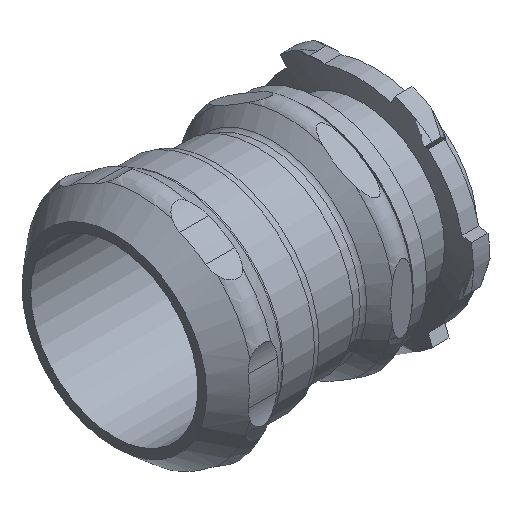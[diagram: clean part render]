
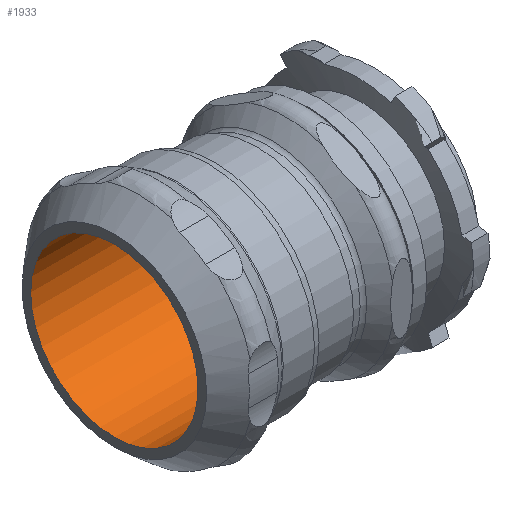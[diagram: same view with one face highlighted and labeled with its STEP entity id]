
A CAD part, isometric view. The second image highlights one B-rep face of the part: STEP entity #1933.
In plain terms, the highlighted cylindrical face has radius 12.5 mm (diameter 25 mm), a full revolution.
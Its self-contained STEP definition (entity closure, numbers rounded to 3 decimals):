
#325=FACE_OUTER_BOUND('',#433,.T.);
#433=EDGE_LOOP('',(#1290,#1291,#1292,#1293));
#550=LINE('',#2733,#609);
#609=VECTOR('',#2271,12.5);
#668=CIRCLE('',#2065,12.5);
#669=CIRCLE('',#2066,12.5);
#785=VERTEX_POINT('',#2730);
#786=VERTEX_POINT('',#2732);
#988=EDGE_CURVE('',#785,#785,#668,.T.);
#989=EDGE_CURVE('',#785,#786,#550,.T.);
#990=EDGE_CURVE('',#786,#786,#669,.T.);
#1290=ORIENTED_EDGE('',*,*,#988,.F.);
#1291=ORIENTED_EDGE('',*,*,#989,.T.);
#1292=ORIENTED_EDGE('',*,*,#990,.T.);
#1293=ORIENTED_EDGE('',*,*,#989,.F.);
#1894=CYLINDRICAL_SURFACE('',#2064,12.5);
#1933=ADVANCED_FACE('',(#325),#1894,.F.);
#2064=AXIS2_PLACEMENT_3D('',#2729,#2267,#2268);
#2065=AXIS2_PLACEMENT_3D('',#2731,#2269,#2270);
#2066=AXIS2_PLACEMENT_3D('',#2734,#2272,#2273);
#2267=DIRECTION('center_axis',(1.,0.,0.));
#2268=DIRECTION('ref_axis',(0.,0.,
1.));
#2269=DIRECTION('center_axis',(1.,0.,0.));
#2270=DIRECTION('ref_axis',(0.,0.,
1.));
#2271=DIRECTION('',(1.,0.,0.));
#2272=DIRECTION('center_axis',(1.,0.,0.));
#2273=DIRECTION('ref_axis',(0.,0.,1.));
#2729=CARTESIAN_POINT('Origin',(-28.95,0.,0.));
#2730=CARTESIAN_POINT('',(-28.95,0.,-12.5));
#2731=CARTESIAN_POINT('Origin',(-28.95,0.,0.));
#2732=CARTESIAN_POINT('',(-1.45,0.,-12.5));
#2733=CARTESIAN_POINT('',(-28.95,0.,-12.5));
#2734=CARTESIAN_POINT('Origin',(-1.45,0.,
0.));
